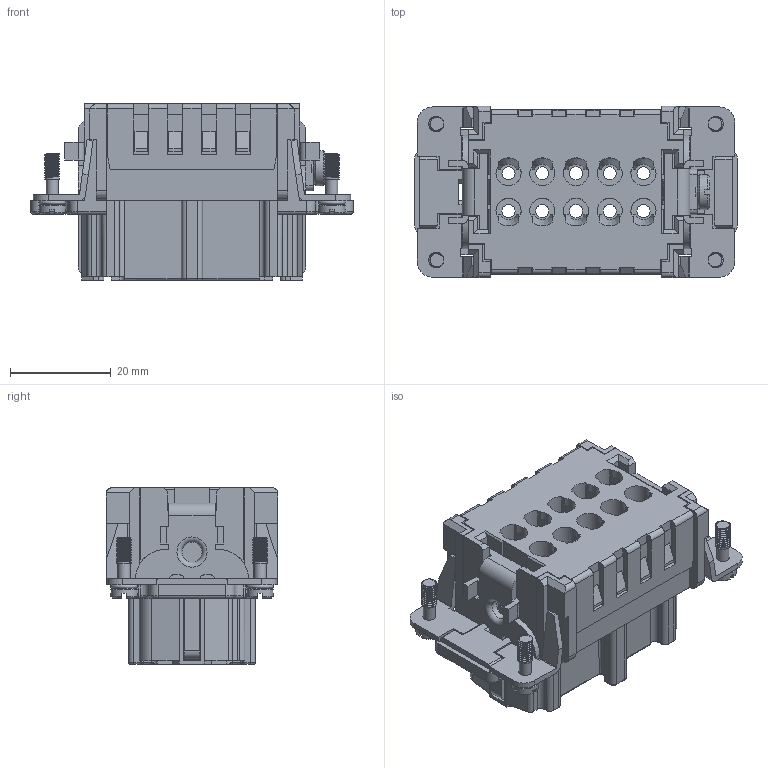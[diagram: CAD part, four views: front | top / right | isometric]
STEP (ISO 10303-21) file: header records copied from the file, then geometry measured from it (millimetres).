
FILE_DESCRIPTION(/* description */ (''),/* implementation_level */ '2;1');
FILE_NAME(/* name */ 'HE-010-FC.stp',/* time_stamp */ '2023-09-18T16:20:02+08:00',/* author */ (''),/* organization */ (''),/* preprocessor_version */ 'ST-DEVELOPER v16',/* originating_system */ 'SIEMENS PLM Software NX 10.0',/* authorisation */ '');
FILE_SCHEMA (('AUTOMOTIVE_DESIGN { 1 0 10303 214 3 1 1 1 }'));
Products named in the file (1): Admi16F8F3C4yu57
Bounding box: 64 x 34 x 35 mm (x, y, z)
Surface area: 35447.9 mm2 (no closed solid volume)
Topology: 0 solids, 1 shells, 2130 faces, 6475 edges, 4227 vertices
Faces by surface type: plane 1520, cylinder 445, cone 71, bspline 54, torus 34, sphere 6
Full cylindrical faces by diameter (mm): 2.4 x4, 2.5 x4, 3 x40, 4 x2, 5 x2, 5.3 x4, 7 x1
Entity records: 85332 total; most frequent: CARTESIAN_POINT 28117, ORIENTED_EDGE 12624, DIRECTION 11204, EDGE_CURVE 6312, LINE 4734, VECTOR 4734, VERTEX_POINT 4138, AXIS2_PLACEMENT_3D 3235
